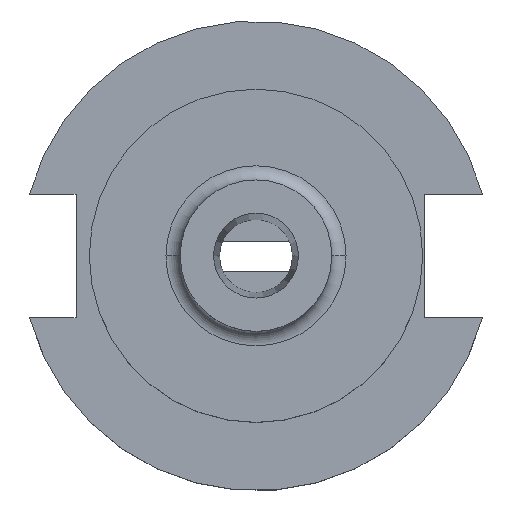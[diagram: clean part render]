
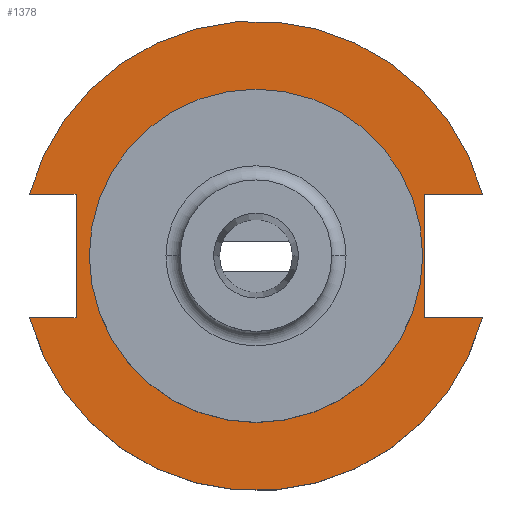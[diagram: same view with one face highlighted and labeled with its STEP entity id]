
A CAD part, top view. The second image highlights one B-rep face of the part: STEP entity #1378.
In plain terms, the highlighted planar face has unit normal (0, 0, 1).
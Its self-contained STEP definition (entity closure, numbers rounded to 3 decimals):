
#51 = DIRECTION ( 'NONE',  ( 1., 0., 0. ) ) ;
#96 = AXIS2_PLACEMENT_3D ( 'NONE', #996, #1573, #1712 ) ;
#120 = ORIENTED_EDGE ( 'NONE', *, *, #1913, .F. ) ;
#121 = CARTESIAN_POINT ( 'NONE',  ( 0., 49.212, 19.05 ) ) ;
#123 = VECTOR ( 'NONE', #1855, 1000. ) ;
#154 = VERTEX_POINT ( 'NONE', #1793 ) ;
#169 = VERTEX_POINT ( 'NONE', #2346 ) ;
#175 = VECTOR ( 'NONE', #749, 1000. ) ;
#272 = EDGE_CURVE ( 'NONE', #1895, #1604, #491, .T. ) ;
#280 = LINE ( 'NONE', #1335, #1282 ) ;
#303 = CIRCLE ( 'NONE', #834, 49.212 ) ;
#304 = VERTEX_POINT ( 'NONE', #737 ) ;
#335 = VECTOR ( 'NONE', #472, 1000. ) ;
#373 = ORIENTED_EDGE ( 'NONE', *, *, #272, .F. ) ;
#379 = CARTESIAN_POINT ( 'NONE',  ( -63.719, 12.954, 19.05 ) ) ;
#393 = CARTESIAN_POINT ( 'NONE',  ( 35.306, -12.954, 19.05 ) ) ;
#442 = CARTESIAN_POINT ( 'NONE',  ( 34.925, 0., 19.05 ) ) ;
#472 = DIRECTION ( 'NONE',  ( -1., 0., 0. ) ) ;
#479 = EDGE_CURVE ( 'NONE', #2375, #1287, #635, .T. ) ;
#491 = CIRCLE ( 'NONE', #1113, 34.925 ) ;
#525 = VERTEX_POINT ( 'NONE', #895 ) ;
#560 = FACE_BOUND ( 'NONE', #855, .T. ) ;
#566 = DIRECTION ( 'NONE',  ( 0., -1., 0. ) ) ;
#626 = FACE_OUTER_BOUND ( 'NONE', #1126, .T. ) ;
#633 = CIRCLE ( 'NONE', #946, 34.925 ) ;
#635 = LINE ( 'NONE', #2333, #2272 ) ;
#669 = VERTEX_POINT ( 'NONE', #1132 ) ;
#679 = EDGE_CURVE ( 'NONE', #525, #169, #280, .T. ) ;
#698 = DIRECTION ( 'NONE',  ( 1., 0., 0. ) ) ;
#737 = CARTESIAN_POINT ( 'NONE',  ( -47.477, 12.954, 19.05 ) ) ;
#749 = DIRECTION ( 'NONE',  ( 1., 0., 0. ) ) ;
#830 = LINE ( 'NONE', #1400, #335 ) ;
#834 = AXIS2_PLACEMENT_3D ( 'NONE', #2292, #902, #698 ) ;
#851 = LINE ( 'NONE', #945, #1833 ) ;
#855 = EDGE_LOOP ( 'NONE', ( #1433, #373 ) ) ;
#895 = CARTESIAN_POINT ( 'NONE',  ( -37.719, -12.954, 19.05 ) ) ;
#900 = ORIENTED_EDGE ( 'NONE', *, *, #1225, .T. ) ;
#902 = DIRECTION ( 'NONE',  ( 0., 0., 1. ) ) ;
#944 = DIRECTION ( 'NONE',  ( 0., 0., 1. ) ) ;
#945 = CARTESIAN_POINT ( 'NONE',  ( -63.719, -12.954, 19.05 ) ) ;
#946 = AXIS2_PLACEMENT_3D ( 'NONE', #2261, #1167, #51 ) ;
#996 = CARTESIAN_POINT ( 'NONE',  ( 0., 0., 19.05 ) ) ;
#1084 = ORIENTED_EDGE ( 'NONE', *, *, #2382, .F. ) ;
#1113 = AXIS2_PLACEMENT_3D ( 'NONE', #1124, #944, #1828 ) ;
#1124 = CARTESIAN_POINT ( 'NONE',  ( 0., 0., 19.05 ) ) ;
#1126 = EDGE_LOOP ( 'NONE', ( #1847, #1721, #2194, #1084, #900, #1727, #1403, #120 ) ) ;
#1132 = CARTESIAN_POINT ( 'NONE',  ( -47.477, -12.954, 19.05 ) ) ;
#1146 = EDGE_CURVE ( 'NONE', #669, #154, #2385, .T. ) ;
#1167 = DIRECTION ( 'NONE',  ( 0., 0., 1. ) ) ;
#1211 = CARTESIAN_POINT ( 'NONE',  ( 35.306, 12.954, 19.05 ) ) ;
#1225 = EDGE_CURVE ( 'NONE', #2310, #304, #303, .T. ) ;
#1282 = VECTOR ( 'NONE', #2249, 1000. ) ;
#1287 = VERTEX_POINT ( 'NONE', #1623 ) ;
#1335 = CARTESIAN_POINT ( 'NONE',  ( -37.719, 12.954, 19.05 ) ) ;
#1378 = ADVANCED_FACE ( 'NONE', ( #560, #626 ), #1762, .T. ) ;
#1390 = DIRECTION ( 'NONE',  ( 0., 0., 1. ) ) ;
#1400 = CARTESIAN_POINT ( 'NONE',  ( 35.306, 12.954, 19.05 ) ) ;
#1403 = ORIENTED_EDGE ( 'NONE', *, *, #679, .F. ) ;
#1433 = ORIENTED_EDGE ( 'NONE', *, *, #2212, .F. ) ;
#1565 = CARTESIAN_POINT ( 'NONE',  ( 47.477, 12.954, 19.05 ) ) ;
#1573 = DIRECTION ( 'NONE',  ( 0., 0., 1. ) ) ;
#1604 = VERTEX_POINT ( 'NONE', #442 ) ;
#1608 = LINE ( 'NONE', #379, #123 ) ;
#1623 = CARTESIAN_POINT ( 'NONE',  ( 35.306, -12.954, 19.05 ) ) ;
#1669 = CARTESIAN_POINT ( 'NONE',  ( -34.925, 0., 19.05 ) ) ;
#1694 = DIRECTION ( 'NONE',  ( 1., 0., 0. ) ) ;
#1712 = DIRECTION ( 'NONE',  ( 1., 0., 0. ) ) ;
#1721 = ORIENTED_EDGE ( 'NONE', *, *, #2001, .F. ) ;
#1727 = ORIENTED_EDGE ( 'NONE', *, *, #2068, .F. ) ;
#1762 = PLANE ( 'NONE',  #2316 ) ;
#1784 = DIRECTION ( 'NONE',  ( 1., 0., 0. ) ) ;
#1793 = CARTESIAN_POINT ( 'NONE',  ( 47.477, -12.954, 19.05 ) ) ;
#1828 = DIRECTION ( 'NONE',  ( 1., 0., 0. ) ) ;
#1833 = VECTOR ( 'NONE', #1694, 1000. ) ;
#1847 = ORIENTED_EDGE ( 'NONE', *, *, #1146, .T. ) ;
#1855 = DIRECTION ( 'NONE',  ( -1., 0., 0. ) ) ;
#1895 = VERTEX_POINT ( 'NONE', #1669 ) ;
#1913 = EDGE_CURVE ( 'NONE', #669, #525, #851, .T. ) ;
#2001 = EDGE_CURVE ( 'NONE', #1287, #154, #2192, .T. ) ;
#2068 = EDGE_CURVE ( 'NONE', #169, #304, #1608, .T. ) ;
#2192 = LINE ( 'NONE', #393, #175 ) ;
#2194 = ORIENTED_EDGE ( 'NONE', *, *, #479, .F. ) ;
#2212 = EDGE_CURVE ( 'NONE', #1604, #1895, #633, .T. ) ;
#2249 = DIRECTION ( 'NONE',  ( 0., 1., 0. ) ) ;
#2261 = CARTESIAN_POINT ( 'NONE',  ( 0., 0., 19.05 ) ) ;
#2272 = VECTOR ( 'NONE', #566, 1000. ) ;
#2292 = CARTESIAN_POINT ( 'NONE',  ( 0., 0., 19.05 ) ) ;
#2310 = VERTEX_POINT ( 'NONE', #1565 ) ;
#2316 = AXIS2_PLACEMENT_3D ( 'NONE', #121, #1390, #1784 ) ;
#2333 = CARTESIAN_POINT ( 'NONE',  ( 35.306, 12.954, 19.05 ) ) ;
#2346 = CARTESIAN_POINT ( 'NONE',  ( -37.719, 12.954, 19.05 ) ) ;
#2375 = VERTEX_POINT ( 'NONE', #1211 ) ;
#2382 = EDGE_CURVE ( 'NONE', #2310, #2375, #830, .T. ) ;
#2385 = CIRCLE ( 'NONE', #96, 49.212 ) ;
